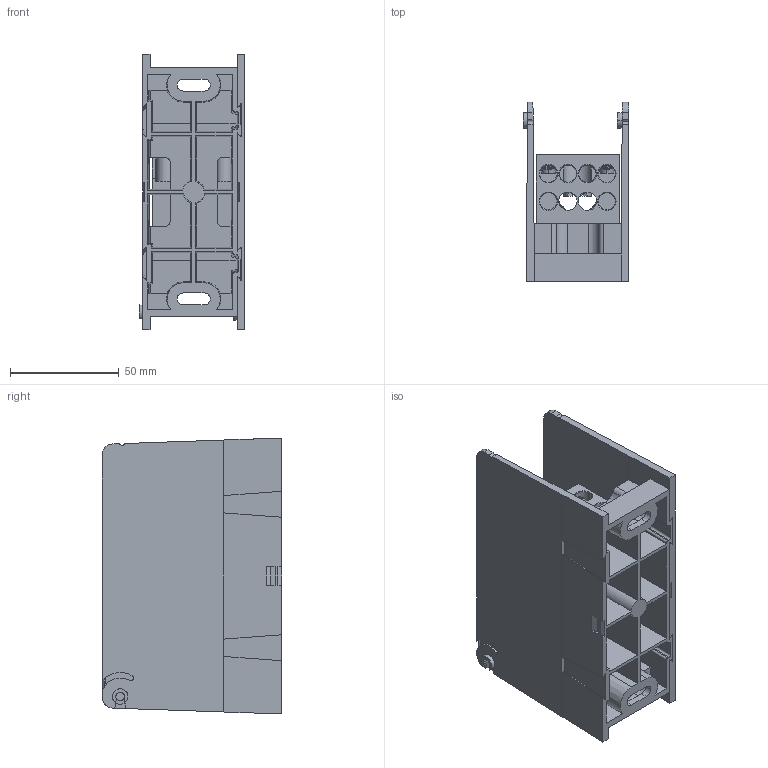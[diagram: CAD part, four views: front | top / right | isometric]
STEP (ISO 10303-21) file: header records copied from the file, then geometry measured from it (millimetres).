
FILE_DESCRIPTION (( 'STEP AP214' ), '1' );
FILE_NAME ('701912rev-1P.STEP', '2014-07-09T13:27:55', ( '' ), ( '' ), 'SwSTEP 2.0', 'SolidWorks 2013', '' );
FILE_SCHEMA (( 'AUTOMOTIVE_DESIGN' ));
Length unit declared in the file: inch
Products named in the file (1): 701912rev-1P
Bounding box: 48.6 x 82.55 x 127.01 mm (x, y, z)
Surface area: 76672 mm2 (no closed solid volume)
Topology: 0 solids, 18 shells, 323 faces, 1079 edges, 763 vertices
Faces by surface type: plane 171, cylinder 89, cone 63
Entity records: 19140 total; most frequent: CARTESIAN_POINT 6009, ORIENTED_EDGE 1800, DIRECTION 1685, EDGE_CURVE 1079, VERTEX_POINT 763, VECTOR 669, LINE 669, AXIS2_PLACEMENT_3D 508
